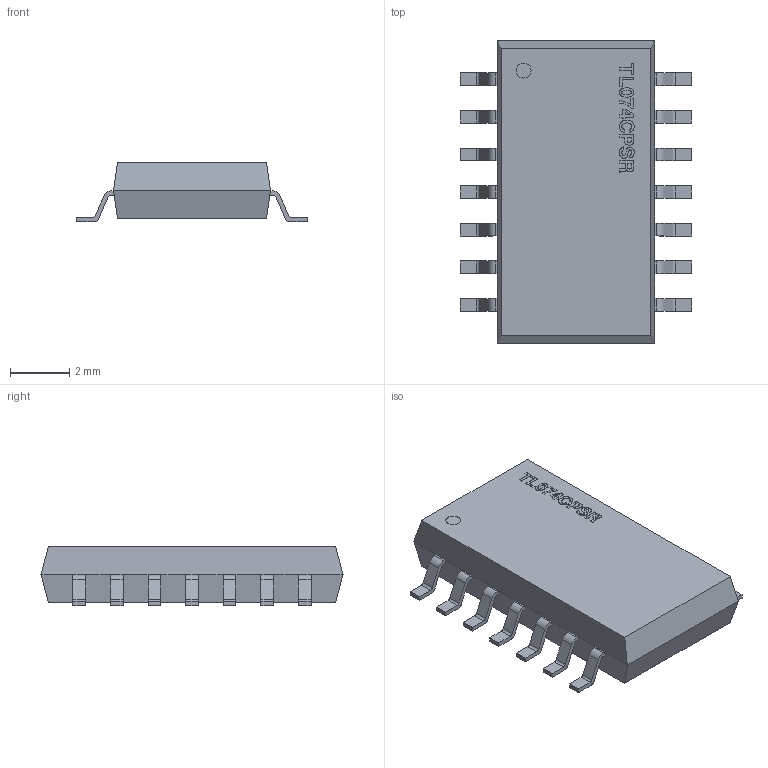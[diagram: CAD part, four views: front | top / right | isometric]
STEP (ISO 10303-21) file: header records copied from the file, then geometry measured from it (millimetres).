
FILE_DESCRIPTION(('FreeCAD Model'),'2;1');
FILE_NAME('TL074CPSR.step','2019-07-23T13:35:26',('Author'),('' ),'Open CASCADE STEP processor 7.3','FreeCAD','Unknown');
FILE_SCHEMA(('AUTOMOTIVE_DESIGN { 1 0 10303 214 1 1 1 1 }'));
Length unit declared in the file: millimetre
Products named in the file (1): TL074CPSR
Bounding box: 7.8 x 10.2 x 2.01 mm (x, y, z)
Volume: 99.3 mm3; surface area: 185.5 mm2
Topology: 1 solids, 1 shells, 362 faces, 1006 edges, 660 vertices
Faces by surface type: plane 199, extrusion 98, cylinder 57, bspline 8
Full cylindrical faces by diameter (mm): 0.5 x1
Entity records: 14185 total; most frequent: CARTESIAN_POINT 2775, ORIENTED_EDGE 2012, DIRECTION 1486, EDGE_CURVE 1006, VECTOR 744, VERTEX_POINT 660, LINE 646, FACE_BOUND 376
